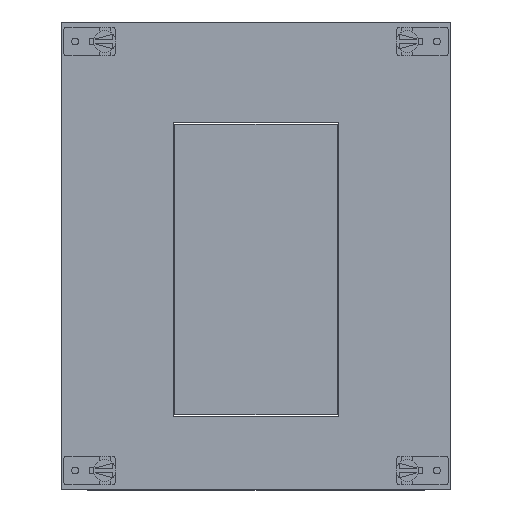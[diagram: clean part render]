
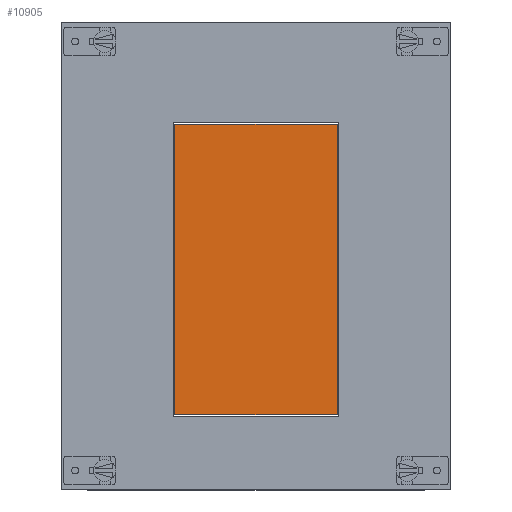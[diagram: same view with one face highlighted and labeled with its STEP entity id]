
A CAD part, top view. The second image highlights one B-rep face of the part: STEP entity #10905.
In plain terms, the highlighted planar face has unit normal (0, 0, 1).
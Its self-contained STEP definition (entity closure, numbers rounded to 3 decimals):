
#10790=DIRECTION('',(0.,-1.,0.));
#10791=VECTOR('',#10790,186.);
#10792=CARTESIAN_POINT('',(-52.,126.7,1.));
#10793=LINE('',#10792,#10791);
#10797=DIRECTION('',(-1.,0.,0.));
#10798=VECTOR('',#10797,104.);
#10799=CARTESIAN_POINT('',(52.,126.7,1.));
#10800=LINE('',#10799,#10798);
#10804=DIRECTION('',(0.,1.,0.));
#10805=VECTOR('',#10804,186.);
#10806=CARTESIAN_POINT('',(52.,-59.3,1.));
#10807=LINE('',#10806,#10805);
#10811=DIRECTION('',(1.,0.,0.));
#10812=VECTOR('',#10811,104.);
#10813=CARTESIAN_POINT('',(-52.,-59.3,1.));
#10814=LINE('',#10813,#10812);
#10874=CARTESIAN_POINT('',(-52.,126.7,1.));
#10875=CARTESIAN_POINT('',(-52.,-59.3,1.));
#10876=VERTEX_POINT('',#10874);
#10877=VERTEX_POINT('',#10875);
#10878=CARTESIAN_POINT('',(52.,-59.3,1.));
#10879=VERTEX_POINT('',#10878);
#10880=CARTESIAN_POINT('',(52.,126.7,1.));
#10881=VERTEX_POINT('',#10880);
#10890=CARTESIAN_POINT('',(0.,0.,1.));
#10891=DIRECTION('',(0.,0.,1.));
#10892=DIRECTION('',(1.,0.,0.));
#10893=AXIS2_PLACEMENT_3D('',#10890,#10891,#10892);
#10894=PLANE('',#10893);
#10896=ORIENTED_EDGE('',*,*,#10895,.F.);
#10898=ORIENTED_EDGE('',*,*,#10897,.F.);
#10900=ORIENTED_EDGE('',*,*,#10899,.F.);
#10902=ORIENTED_EDGE('',*,*,#10901,.F.);
#10903=EDGE_LOOP('',(#10896,#10898,#10900,#10902));
#10904=FACE_OUTER_BOUND('',#10903,.F.);
#10895=EDGE_CURVE('',#10876,#10877,#10793,.T.);
#10897=EDGE_CURVE('',#10881,#10876,#10800,.T.);
#10899=EDGE_CURVE('',#10879,#10881,#10807,.T.);
#10901=EDGE_CURVE('',#10877,#10879,#10814,.T.);
#10905=ADVANCED_FACE('',(#10904),#10894,.T.);
